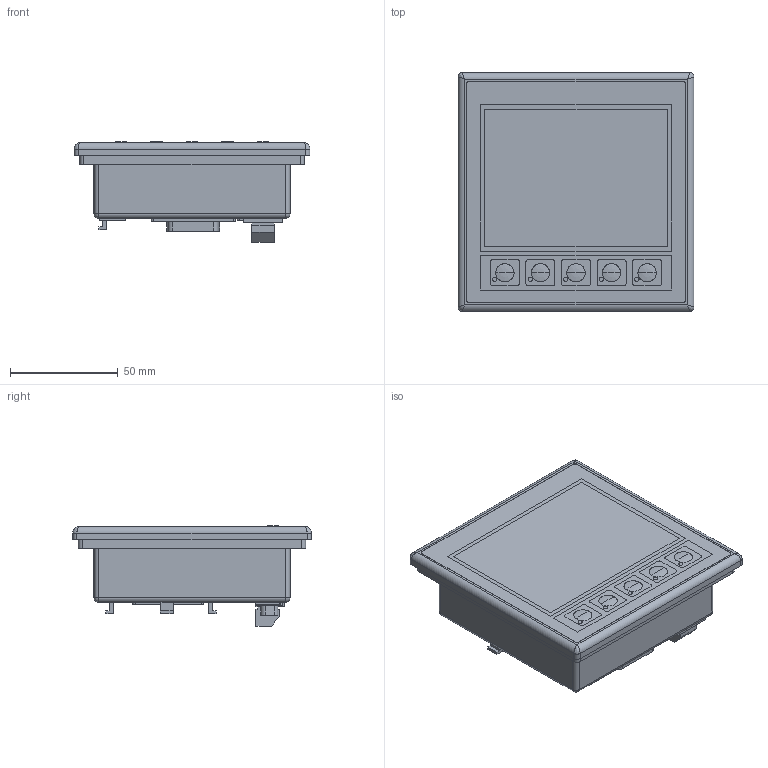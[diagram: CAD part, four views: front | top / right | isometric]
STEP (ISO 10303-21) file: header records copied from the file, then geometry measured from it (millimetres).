
FILE_DESCRIPTION (( 'STEP AP214' ), '1' );
FILE_NAME ('EA1-T4CL.STEP', '2011-04-11T13:08:54', ( '.adc' ), ( '' ), 'SwSTEP 2.0', 'SolidWorks 2009', '' );
FILE_SCHEMA (( 'AUTOMOTIVE_DESIGN' ));
Length unit declared in the file: millimetre
Products named in the file (1): EA1-T4CL
Bounding box: 109.5 x 110.8 x 46.7 mm (x, y, z)
Volume: 92810.8 mm3; surface area: 88210.7 mm2
Topology: 22 solids, 22 shells, 466 faces, 1173 edges, 754 vertices
Faces by surface type: plane 287, cylinder 153, bspline 14, cone 8, sphere 4
Entity records: 16449 total; most frequent: CARTESIAN_POINT 2768, DIRECTION 2350, ORIENTED_EDGE 2310, EDGE_CURVE 1155, LINE 830, VECTOR 830, AXIS2_PLACEMENT_3D 760, VERTEX_POINT 754
